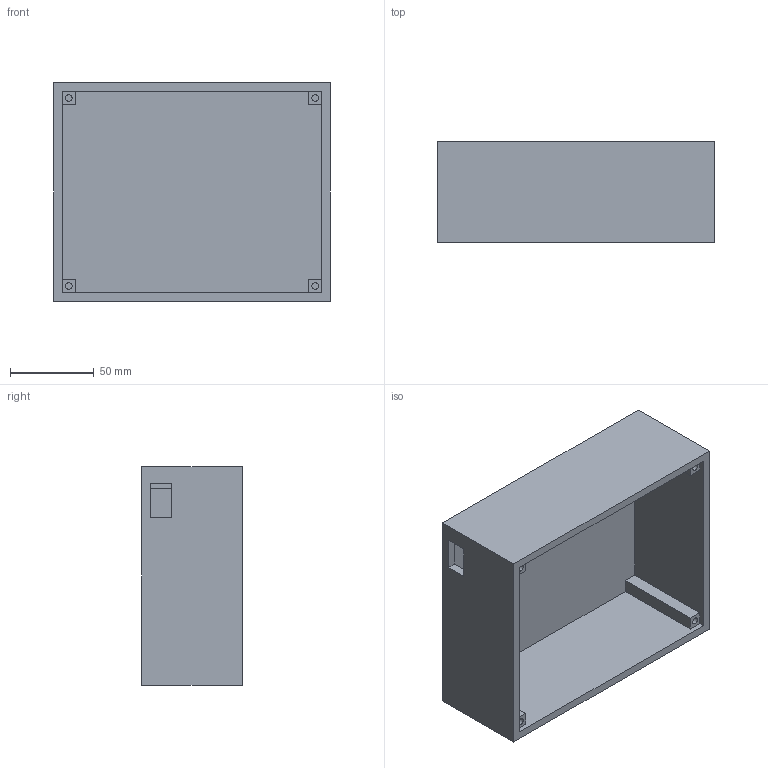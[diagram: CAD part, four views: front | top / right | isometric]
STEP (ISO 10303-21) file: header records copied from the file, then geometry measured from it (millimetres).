
FILE_DESCRIPTION(/* description */ (''),/* implementation_level */ '2;1');
FILE_NAME(/* name */ 'Box.step',/* time_stamp */ '2019-01-23T22:03:58+03:00',/* author */ ('mkaganyigit'),/* organization */ (''),/* preprocessor_version */ 'ST-DEVELOPER v17.2',/* originating_system */ 'Autodesk Translation Framework v7.6.0.251',/* authorisation */ '');
FILE_SCHEMA (('AUTOMOTIVE_DESIGN { 1 0 10303 214 3 1 1 }'));
Length unit declared in the file: millimetre
Products named in the file (1): kutu
Bounding box: 164.9 x 60 x 130 mm (x, y, z)
Volume: 215882.3 mm3; surface area: 112684.7 mm2
Topology: 1 solids, 1 shells, 41 faces, 109 edges, 73 vertices
Faces by surface type: plane 36, cylinder 5
Full cylindrical faces by diameter (mm): 4 x5
Entity records: 1305 total; most frequent: CARTESIAN_POINT 224, ORIENTED_EDGE 218, DIRECTION 206, EDGE_CURVE 109, LINE 96, VECTOR 96, VERTEX_POINT 73, AXIS2_PLACEMENT_3D 55
